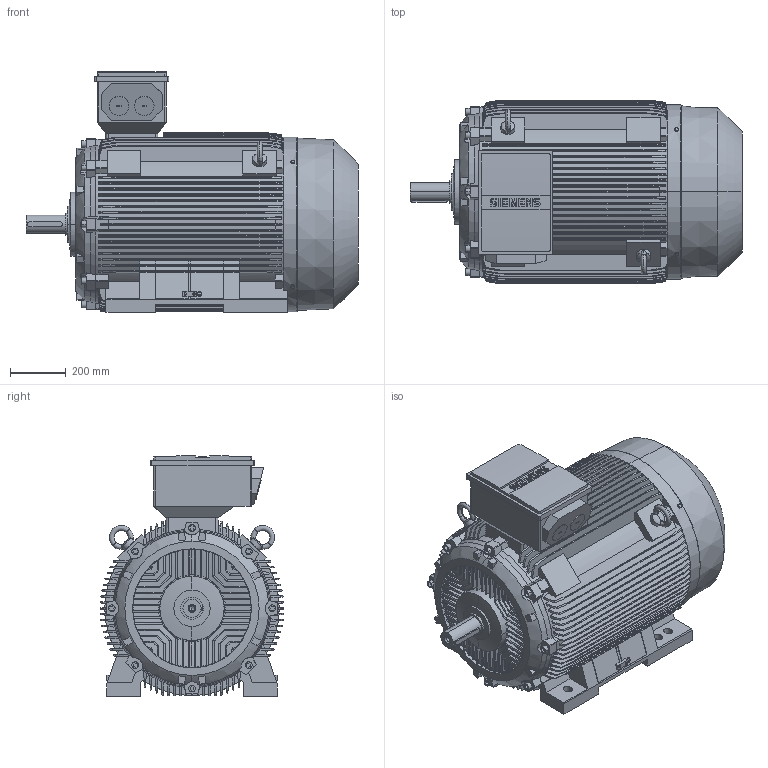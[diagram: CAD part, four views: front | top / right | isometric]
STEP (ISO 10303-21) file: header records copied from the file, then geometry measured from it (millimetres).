
FILE_DESCRIPTION(('STEP AP214'),'1');
FILE_NAME('cctmp_219C9E96-D378-4DE4-8CBA-8B6AC32A44C9_2023_06_26_11_37_23_0039..stp','2023-06-26T09:37:24',('SIEMENS A&D'),('CADClick - www.CADClick.com'),'Spatial InterOp 3D',' ','unknown authorization');
FILE_SCHEMA(('AUTOMOTIVE_DESIGN'));
Length unit declared in the file: millimetre
Products named in the file (1): 1
Bounding box: 1187 x 657 x 861 mm (x, y, z)
Volume: 306434396.8 mm3; surface area: 7005294.9 mm2
Topology: 9 solids, 9 shells, 1922 faces, 5421 edges, 3567 vertices
Faces by surface type: plane 1098, cylinder 444, torus 318, cone 62
Entity records: 92792 total; most frequent: CARTESIAN_POINT 28827, ORIENTED_EDGE 10830, DIRECTION 9359, EDGE_CURVE 5415, VERTEX_POINT 3567, AXIS2_PLACEMENT_3D 3238, LINE 2883, VECTOR 2883
